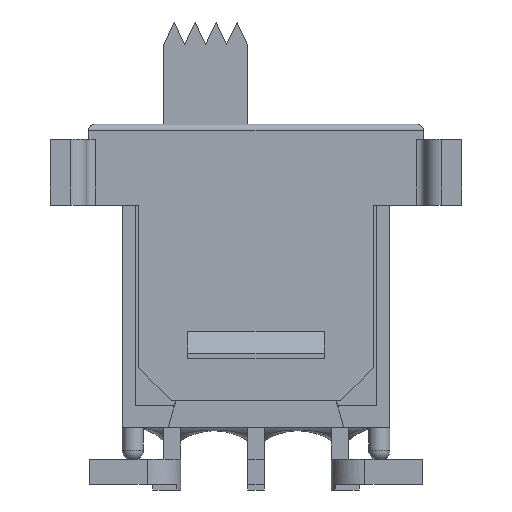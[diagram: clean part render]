
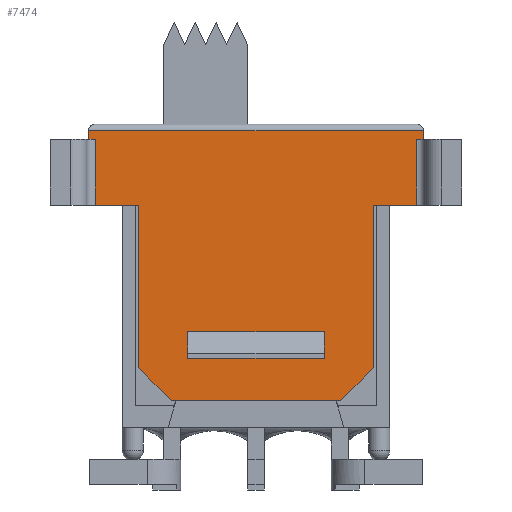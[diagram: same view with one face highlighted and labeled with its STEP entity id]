
A CAD part, front view. The second image highlights one B-rep face of the part: STEP entity #7474.
In plain terms, the highlighted planar face has unit normal (0, -1, 0).
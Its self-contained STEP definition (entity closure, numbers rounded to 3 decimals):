
#7174=CARTESIAN_POINT('',(-4.88,-2.54,-0.46));
#7175=VERTEX_POINT('',#7174);
#7183=CARTESIAN_POINT('',(-5.08,-2.54,-0.46));
#7184=VERTEX_POINT('',#7183);
#7185=CARTESIAN_POINT('',(-5.08,-2.54,-0.46));
#7186=DIRECTION('',(1.0,0.0,0.0));
#7187=VECTOR('',#7186,0.2);
#7188=LINE('',#7185,#7187);
#7189=EDGE_CURVE('',#7184,#7175,#7188,.T.);
#7214=CARTESIAN_POINT('',(-3.565,-2.54,-2.46));
#7215=VERTEX_POINT('',#7214);
#7222=CARTESIAN_POINT('',(-4.88,-2.54,-2.46));
#7223=VERTEX_POINT('',#7222);
#7224=CARTESIAN_POINT('',(-4.88,-2.54,-2.46));
#7225=DIRECTION('',(1.0,0.0,0.0));
#7226=VECTOR('',#7225,1.315);
#7227=LINE('',#7224,#7226);
#7228=EDGE_CURVE('',#7223,#7215,#7227,.T.);
#7335=CARTESIAN_POINT('',(-4.88,-2.54,-2.46));
#7336=DIRECTION('',(0.0,0.0,1.0));
#7337=VECTOR('',#7336,2.0);
#7338=LINE('',#7335,#7337);
#7339=EDGE_CURVE('',#7223,#7175,#7338,.T.);
#7344=CARTESIAN_POINT('',(-5.08,-2.54,0.0));
#7345=DIRECTION('',(0.0,-1.0,0.0));
#7346=DIRECTION('',(0.0,0.0,-1.0));
#7347=AXIS2_PLACEMENT_3D('',#7344,#7345,#7346);
#7348=PLANE('',#7347);
#7349=ORIENTED_EDGE('',*,*,#7189,.T.);
#7350=ORIENTED_EDGE('',*,*,#7339,.F.);
#7351=ORIENTED_EDGE('',*,*,#7228,.T.);
#7352=CARTESIAN_POINT('',(-3.565,-2.54,-7.39));
#7353=VERTEX_POINT('',#7352);
#7354=CARTESIAN_POINT('',(-3.565,-2.54,-2.46));
#7355=DIRECTION('',(0.0,0.0,-1.0));
#7356=VECTOR('',#7355,4.93);
#7357=LINE('',#7354,#7356);
#7358=EDGE_CURVE('',#7215,#7353,#7357,.T.);
#7359=ORIENTED_EDGE('',*,*,#7358,.T.);
#7360=CARTESIAN_POINT('',(-2.565,-2.54,-8.39));
#7361=VERTEX_POINT('',#7360);
#7362=CARTESIAN_POINT('',(-2.565,-2.54,-8.39));
#7363=DIRECTION('',(-0.707,0.0,0.707));
#7364=VECTOR('',#7363,1.414);
#7365=LINE('',#7362,#7364);
#7366=EDGE_CURVE('',#7361,#7353,#7365,.T.);
#7367=ORIENTED_EDGE('',*,*,#7366,.F.);
#7368=CARTESIAN_POINT('',(2.565,-2.54,-8.39));
#7369=VERTEX_POINT('',#7368);
#7370=CARTESIAN_POINT('',(-2.565,-2.54,-8.39));
#7371=DIRECTION('',(1.0,0.0,0.0));
#7372=VECTOR('',#7371,5.13);
#7373=LINE('',#7370,#7372);
#7374=EDGE_CURVE('',#7361,#7369,#7373,.T.);
#7375=ORIENTED_EDGE('',*,*,#7374,.T.);
#7376=CARTESIAN_POINT('',(3.565,-2.54,-7.39));
#7377=VERTEX_POINT('',#7376);
#7378=CARTESIAN_POINT('',(3.565,-2.54,-7.39));
#7379=DIRECTION('',(-0.707,0.0,-0.707));
#7380=VECTOR('',#7379,1.414);
#7381=LINE('',#7378,#7380);
#7382=EDGE_CURVE('',#7377,#7369,#7381,.T.);
#7383=ORIENTED_EDGE('',*,*,#7382,.F.);
#7384=CARTESIAN_POINT('',(3.565,-2.54,-2.46));
#7385=VERTEX_POINT('',#7384);
#7386=CARTESIAN_POINT('',(3.565,-2.54,-2.46));
#7387=DIRECTION('',(0.0,0.0,-1.0));
#7388=VECTOR('',#7387,4.93);
#7389=LINE('',#7386,#7388);
#7390=EDGE_CURVE('',#7385,#7377,#7389,.T.);
#7391=ORIENTED_EDGE('',*,*,#7390,.F.);
#7392=CARTESIAN_POINT('',(4.88,-2.54,-2.46));
#7393=VERTEX_POINT('',#7392);
#7394=CARTESIAN_POINT('',(3.565,-2.54,-2.46));
#7395=DIRECTION('',(1.0,0.0,0.0));
#7396=VECTOR('',#7395,1.315);
#7397=LINE('',#7394,#7396);
#7398=EDGE_CURVE('',#7385,#7393,#7397,.T.);
#7399=ORIENTED_EDGE('',*,*,#7398,.T.);
#7400=CARTESIAN_POINT('',(4.88,-2.54,-0.46));
#7401=VERTEX_POINT('',#7400);
#7402=CARTESIAN_POINT('',(4.88,-2.54,-0.46));
#7403=DIRECTION('',(0.0,0.0,-1.0));
#7404=VECTOR('',#7403,2.0);
#7405=LINE('',#7402,#7404);
#7406=EDGE_CURVE('',#7401,#7393,#7405,.T.);
#7407=ORIENTED_EDGE('',*,*,#7406,.F.);
#7408=CARTESIAN_POINT('',(5.08,-2.54,-0.46));
#7409=VERTEX_POINT('',#7408);
#7410=CARTESIAN_POINT('',(4.88,-2.54,-0.46));
#7411=DIRECTION('',(1.0,0.0,0.0));
#7412=VECTOR('',#7411,0.2);
#7413=LINE('',#7410,#7412);
#7414=EDGE_CURVE('',#7401,#7409,#7413,.T.);
#7415=ORIENTED_EDGE('',*,*,#7414,.T.);
#7416=CARTESIAN_POINT('',(5.08,-2.54,-0.2));
#7417=VERTEX_POINT('',#7416);
#7418=CARTESIAN_POINT('',(5.08,-2.54,-0.2));
#7419=DIRECTION('',(0.0,0.0,-1.0));
#7420=VECTOR('',#7419,0.26);
#7421=LINE('',#7418,#7420);
#7422=EDGE_CURVE('',#7417,#7409,#7421,.T.);
#7423=ORIENTED_EDGE('',*,*,#7422,.F.);
#7424=CARTESIAN_POINT('',(-5.08,-2.54,-0.2));
#7425=VERTEX_POINT('',#7424);
#7426=CARTESIAN_POINT('',(-5.08,-2.54,-0.2));
#7427=DIRECTION('',(1.0,0.0,0.0));
#7428=VECTOR('',#7427,10.16);
#7429=LINE('',#7426,#7428);
#7430=EDGE_CURVE('',#7425,#7417,#7429,.T.);
#7431=ORIENTED_EDGE('',*,*,#7430,.F.);
#7432=CARTESIAN_POINT('',(-5.08,-2.54,-0.2));
#7433=DIRECTION('',(0.0,0.0,-1.0));
#7434=VECTOR('',#7433,0.26);
#7435=LINE('',#7432,#7434);
#7436=EDGE_CURVE('',#7425,#7184,#7435,.T.);
#7437=ORIENTED_EDGE('',*,*,#7436,.T.);
#7438=EDGE_LOOP('',(#7349,#7350,#7351,#7359,#7367,#7375,#7383,#7391,#7399,#7407,#7415,#7423,#7431,#7437));
#7439=FACE_OUTER_BOUND('',#7438,.T.);
#7440=CARTESIAN_POINT('',(-2.065,-2.54,-7.1));
#7441=VERTEX_POINT('',#7440);
#7442=CARTESIAN_POINT('',(-2.065,-2.54,-6.3));
#7443=VERTEX_POINT('',#7442);
#7444=CARTESIAN_POINT('',(-2.065,-2.54,-7.1));
#7445=DIRECTION('',(0.0,0.0,1.0));
#7446=VECTOR('',#7445,0.8);
#7447=LINE('',#7444,#7446);
#7448=EDGE_CURVE('',#7441,#7443,#7447,.T.);
#7449=ORIENTED_EDGE('',*,*,#7448,.T.);
#7450=CARTESIAN_POINT('',(2.065,-2.54,-6.3));
#7451=VERTEX_POINT('',#7450);
#7452=CARTESIAN_POINT('',(-2.065,-2.54,-6.3));
#7453=DIRECTION('',(1.0,0.0,0.0));
#7454=VECTOR('',#7453,4.13);
#7455=LINE('',#7452,#7454);
#7456=EDGE_CURVE('',#7443,#7451,#7455,.T.);
#7457=ORIENTED_EDGE('',*,*,#7456,.T.);
#7458=CARTESIAN_POINT('',(2.065,-2.54,-7.1));
#7459=VERTEX_POINT('',#7458);
#7460=CARTESIAN_POINT('',(2.065,-2.54,-6.3));
#7461=DIRECTION('',(0.0,0.0,-1.0));
#7462=VECTOR('',#7461,0.8);
#7463=LINE('',#7460,#7462);
#7464=EDGE_CURVE('',#7451,#7459,#7463,.T.);
#7465=ORIENTED_EDGE('',*,*,#7464,.T.);
#7466=CARTESIAN_POINT('',(2.065,-2.54,-7.1));
#7467=DIRECTION('',(-1.0,0.0,0.0));
#7468=VECTOR('',#7467,4.13);
#7469=LINE('',#7466,#7468);
#7470=EDGE_CURVE('',#7459,#7441,#7469,.T.);
#7471=ORIENTED_EDGE('',*,*,#7470,.T.);
#7472=EDGE_LOOP('',(#7449,#7457,#7465,#7471));
#7473=FACE_BOUND('',#7472,.T.);
#7474=ADVANCED_FACE('',(#7439,#7473),#7348,.T.);
